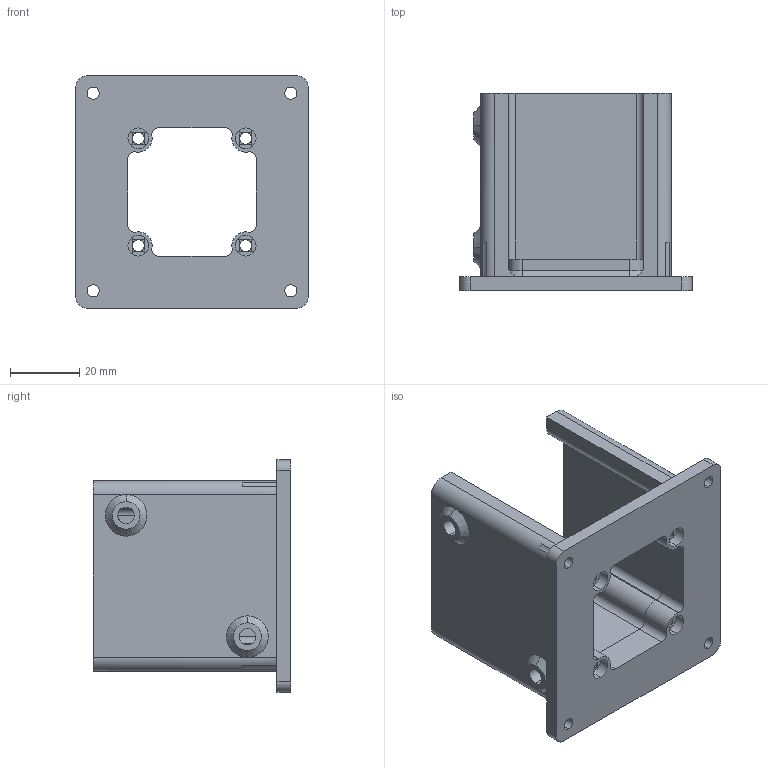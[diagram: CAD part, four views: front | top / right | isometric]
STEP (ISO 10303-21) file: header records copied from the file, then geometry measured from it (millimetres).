
FILE_DESCRIPTION (( 'STEP AP214' ), '1' );
FILE_NAME ('18-1 Nema17 Motor Adapter.STEP', '2025-08-22T18:17:46', ( '' ), ( '' ), 'SwSTEP 2.0', 'SolidWorks 2024', '' );
FILE_SCHEMA (( 'AUTOMOTIVE_DESIGN' ));
Length unit declared in the file: millimetre
Products named in the file (1): 18-1 Nema17 Motor Adapter
Bounding box: 67 x 57 x 67 mm (x, y, z)
Volume: 32875.4 mm3; surface area: 28469.6 mm2
Topology: 1 solids, 1 shells, 225 faces, 592 edges, 360 vertices
Faces by surface type: plane 101, cylinder 91, cone 25, bspline 8
Entity records: 7106 total; most frequent: CARTESIAN_POINT 1460, DIRECTION 1223, ORIENTED_EDGE 1160, EDGE_CURVE 580, AXIS2_PLACEMENT_3D 457, VERTEX_POINT 360, LINE 309, VECTOR 309
